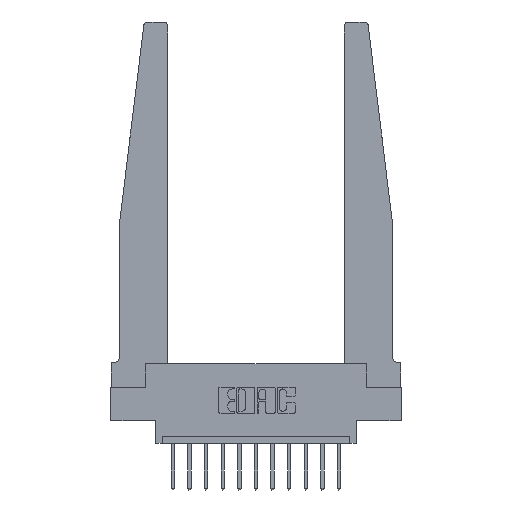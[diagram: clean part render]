
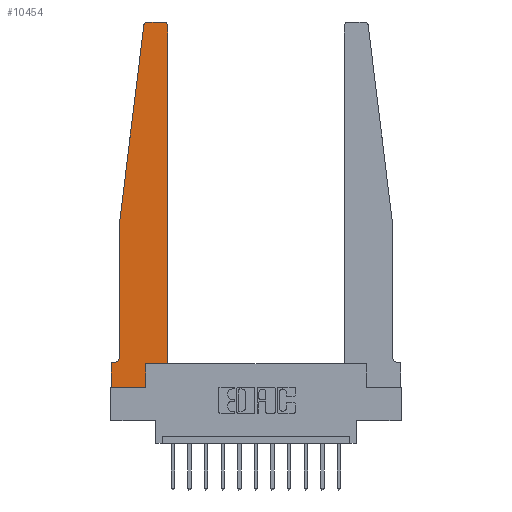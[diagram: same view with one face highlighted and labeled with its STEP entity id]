
A CAD part, top view. The second image highlights one B-rep face of the part: STEP entity #10454.
In plain terms, the highlighted planar face has unit normal (0, 0, 1).
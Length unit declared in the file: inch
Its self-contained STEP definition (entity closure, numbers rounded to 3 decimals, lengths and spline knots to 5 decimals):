
#49 = VERTEX_POINT ( 'NONE', #10339 ) ;
#112 = DIRECTION ( 'NONE',  ( 0., -1., 0. ) ) ;
#232 = CARTESIAN_POINT ( 'NONE',  ( 0., 0.1875, 0.37 ) ) ;
#292 = VERTEX_POINT ( 'NONE', #1315 ) ;
#378 = VERTEX_POINT ( 'NONE', #2616 ) ;
#578 = DIRECTION ( 'NONE',  ( 0., -1., 0. ) ) ;
#731 = CARTESIAN_POINT ( 'NONE',  ( 0.24675, 2.72367, 0.37 ) ) ;
#1315 = CARTESIAN_POINT ( 'NONE',  ( 0.425, 2.72, 0.37 ) ) ;
#1337 = ORIENTED_EDGE ( 'NONE', *, *, #16271, .T. ) ;
#1448 = VECTOR ( 'NONE', #5687, 39.37008 ) ;
#1519 = DIRECTION ( 'NONE',  ( -0.122, -0.992, 0. ) ) ;
#1573 = EDGE_CURVE ( 'NONE', #1629, #292, #8244, .T. ) ;
#1629 = VERTEX_POINT ( 'NONE', #6200 ) ;
#1749 = ORIENTED_EDGE ( 'NONE', *, *, #4418, .T. ) ;
#1845 = VECTOR ( 'NONE', #1519, 39.37008 ) ;
#2151 = CARTESIAN_POINT ( 'NONE',  ( 0.065, 0.2375, 0.37 ) ) ;
#2358 = VECTOR ( 'NONE', #12321, 39.37008 ) ;
#2448 = CARTESIAN_POINT ( 'NONE',  ( 0.25, 2.75, 0.37 ) ) ;
#2494 = DIRECTION ( 'NONE',  ( -1., 0., 0. ) ) ;
#2616 = CARTESIAN_POINT ( 'NONE',  ( 0.2605, 0., 0.37 ) ) ;
#2681 = VERTEX_POINT ( 'NONE', #2151 ) ;
#2695 = DIRECTION ( 'NONE',  ( 1., 0., 0. ) ) ;
#2782 = VECTOR ( 'NONE', #6340, 39.37008 ) ;
#2983 = LINE ( 'NONE', #8009, #13397 ) ;
#3200 = EDGE_CURVE ( 'NONE', #15894, #1629, #14720, .T. ) ;
#3365 = CARTESIAN_POINT ( 'NONE',  ( 0.425, 0.18, 0.37 ) ) ;
#3606 = LINE ( 'NONE', #8707, #2782 ) ;
#3723 = CIRCLE ( 'NONE', #5854, 0.03 ) ;
#3754 = CARTESIAN_POINT ( 'NONE',  ( 0.27653, 2.75, 0.37 ) ) ;
#3803 = ORIENTED_EDGE ( 'NONE', *, *, #12399, .T. ) ;
#4418 = EDGE_CURVE ( 'NONE', #378, #15894, #3606, .T. ) ;
#4567 = DIRECTION ( 'NONE',  ( -1., 0., 0. ) ) ;
#4609 = ORIENTED_EDGE ( 'NONE', *, *, #9444, .T. ) ;
#4644 = CARTESIAN_POINT ( 'NONE',  ( 0.27653, 2.72, 0.37 ) ) ;
#4914 = EDGE_CURVE ( 'NONE', #16346, #378, #7291, .T. ) ;
#5268 = DIRECTION ( 'NONE',  ( 0., 0., 1. ) ) ;
#5270 = CARTESIAN_POINT ( 'NONE',  ( 0.065, 1.25, 0.37 ) ) ;
#5515 = AXIS2_PLACEMENT_3D ( 'NONE', #12514, #10002, #2494 ) ;
#5552 = EDGE_CURVE ( 'NONE', #7562, #2681, #2983, .T. ) ;
#5687 = DIRECTION ( 'NONE',  ( 1., 0., 0. ) ) ;
#5854 = AXIS2_PLACEMENT_3D ( 'NONE', #15847, #15609, #8041 ) ;
#5894 = LINE ( 'NONE', #13174, #10044 ) ;
#6200 = CARTESIAN_POINT ( 'NONE',  ( 0.425, 0.18, 0.37 ) ) ;
#6340 = DIRECTION ( 'NONE',  ( 0., 1., 0. ) ) ;
#6845 = AXIS2_PLACEMENT_3D ( 'NONE', #232, #5268, #2695 ) ;
#7028 = DIRECTION ( 'NONE',  ( 1., 0., 0. ) ) ;
#7236 = ORIENTED_EDGE ( 'NONE', *, *, #5552, .T. ) ;
#7291 = LINE ( 'NONE', #9768, #16296 ) ;
#7562 = VERTEX_POINT ( 'NONE', #5270 ) ;
#8009 = CARTESIAN_POINT ( 'NONE',  ( 0.065, 1.25, 0.37 ) ) ;
#8041 = DIRECTION ( 'NONE',  ( 1., 0., 0. ) ) ;
#8121 = CIRCLE ( 'NONE', #5515, 0.05 ) ;
#8244 = LINE ( 'NONE', #10991, #2358 ) ;
#8707 = CARTESIAN_POINT ( 'NONE',  ( 0.2605, 0.18, 0.37 ) ) ;
#9184 = ORIENTED_EDGE ( 'NONE', *, *, #4914, .T. ) ;
#9358 = ORIENTED_EDGE ( 'NONE', *, *, #1573, .T. ) ;
#9444 = EDGE_CURVE ( 'NONE', #2681, #12612, #8121, .T. ) ;
#9569 = ORIENTED_EDGE ( 'NONE', *, *, #13824, .T. ) ;
#9760 = CIRCLE ( 'NONE', #11109, 0.03 ) ;
#9768 = CARTESIAN_POINT ( 'NONE',  ( 0., 0., 0.37 ) ) ;
#9933 = DIRECTION ( 'NONE',  ( 1., 0., 0. ) ) ;
#10002 = DIRECTION ( 'NONE',  ( 0., 0., -1. ) ) ;
#10044 = VECTOR ( 'NONE', #4567, 39.37008 ) ;
#10075 = VECTOR ( 'NONE', #15506, 39.37008 ) ;
#10339 = CARTESIAN_POINT ( 'NONE',  ( 0.395, 2.75, 0.37 ) ) ;
#10434 = LINE ( 'NONE', #2448, #10075 ) ;
#10454 = ADVANCED_FACE ( 'NONE', ( #11640 ), #12879, .T. ) ;
#10505 = VERTEX_POINT ( 'NONE', #731 ) ;
#10602 = DIRECTION ( 'NONE',  ( 0., 0., 1. ) ) ;
#10991 = CARTESIAN_POINT ( 'NONE',  ( 0.425, 0.18, 0.37 ) ) ;
#11109 = AXIS2_PLACEMENT_3D ( 'NONE', #4644, #10602, #7028 ) ;
#11248 = ORIENTED_EDGE ( 'NONE', *, *, #3200, .T. ) ;
#11640 = FACE_OUTER_BOUND ( 'NONE', #14750, .T. ) ;
#11674 = VECTOR ( 'NONE', #578, 39.37008 ) ;
#11785 = VERTEX_POINT ( 'NONE', #3754 ) ;
#11950 = ORIENTED_EDGE ( 'NONE', *, *, #14655, .T. ) ;
#12198 = CARTESIAN_POINT ( 'NONE',  ( 0., 0.1875, 0.37 ) ) ;
#12321 = DIRECTION ( 'NONE',  ( 0., 1., 0. ) ) ;
#12399 = EDGE_CURVE ( 'NONE', #10505, #7562, #14010, .T. ) ;
#12514 = CARTESIAN_POINT ( 'NONE',  ( 0.015, 0.2375, 0.37 ) ) ;
#12612 = VERTEX_POINT ( 'NONE', #13888 ) ;
#12845 = ORIENTED_EDGE ( 'NONE', *, *, #14947, .T. ) ;
#12879 = PLANE ( 'NONE',  #6845 ) ;
#13174 = CARTESIAN_POINT ( 'NONE',  ( 0.065, 0.1875, 0.37 ) ) ;
#13282 = CARTESIAN_POINT ( 'NONE',  ( 0., 0., 0.37 ) ) ;
#13397 = VECTOR ( 'NONE', #112, 39.37008 ) ;
#13421 = VERTEX_POINT ( 'NONE', #12198 ) ;
#13824 = EDGE_CURVE ( 'NONE', #11785, #10505, #9760, .T. ) ;
#13856 = EDGE_CURVE ( 'NONE', #12612, #13421, #5894, .T. ) ;
#13888 = CARTESIAN_POINT ( 'NONE',  ( 0.015, 0.1875, 0.37 ) ) ;
#14010 = LINE ( 'NONE', #15588, #1845 ) ;
#14396 = CARTESIAN_POINT ( 'NONE',  ( 0., 0., 0.37 ) ) ;
#14655 = EDGE_CURVE ( 'NONE', #13421, #16346, #15709, .T. ) ;
#14720 = LINE ( 'NONE', #3365, #1448 ) ;
#14750 = EDGE_LOOP ( 'NONE', ( #12845, #9569, #3803, #7236, #4609, #15553, #11950, #9184, #1749, #11248, #9358, #1337 ) ) ;
#14947 = EDGE_CURVE ( 'NONE', #49, #11785, #10434, .T. ) ;
#15506 = DIRECTION ( 'NONE',  ( -1., 0., 0. ) ) ;
#15553 = ORIENTED_EDGE ( 'NONE', *, *, #13856, .T. ) ;
#15588 = CARTESIAN_POINT ( 'NONE',  ( 0.065, 1.25, 0.37 ) ) ;
#15609 = DIRECTION ( 'NONE',  ( 0., 0., 1. ) ) ;
#15709 = LINE ( 'NONE', #14396, #11674 ) ;
#15847 = CARTESIAN_POINT ( 'NONE',  ( 0.395, 2.72, 0.37 ) ) ;
#15894 = VERTEX_POINT ( 'NONE', #15949 ) ;
#15949 = CARTESIAN_POINT ( 'NONE',  ( 0.2605, 0.18, 0.37 ) ) ;
#16271 = EDGE_CURVE ( 'NONE', #292, #49, #3723, .T. ) ;
#16296 = VECTOR ( 'NONE', #9933, 39.37008 ) ;
#16346 = VERTEX_POINT ( 'NONE', #13282 ) ;
